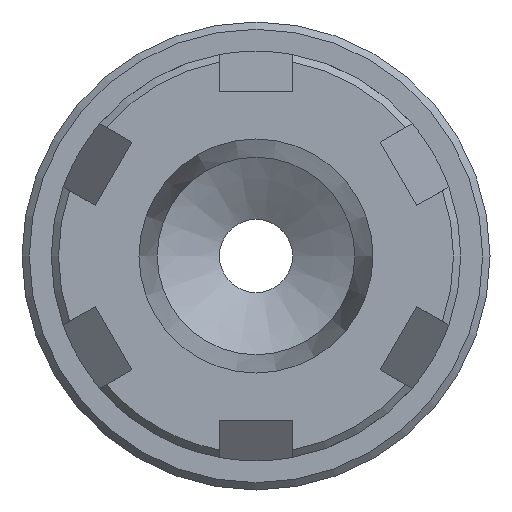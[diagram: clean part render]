
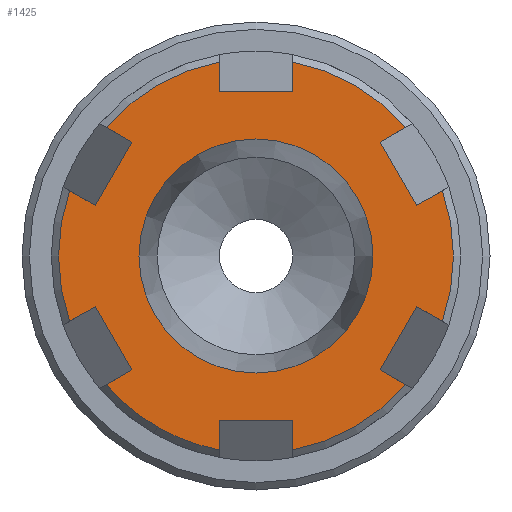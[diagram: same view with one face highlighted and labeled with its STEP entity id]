
A CAD part, front view. The second image highlights one B-rep face of the part: STEP entity #1425.
In plain terms, the highlighted face is planar.
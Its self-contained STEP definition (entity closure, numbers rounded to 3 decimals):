
#150=VECTOR('',#1862,1.);
#151=VECTOR('',#1864,1.);
#154=VECTOR('',#1872,1.);
#157=VECTOR('',#1878,1.);
#158=VECTOR('',#1880,1.);
#161=VECTOR('',#1888,1.);
#164=VECTOR('',#1894,1.);
#165=VECTOR('',#1896,1.);
#168=VECTOR('',#1904,1.);
#171=VECTOR('',#1910,1.);
#173=VECTOR('',#1915,1.);
#174=VECTOR('',#1917,1.);
#178=VECTOR('',#1926,1.);
#179=VECTOR('',#1928,1.);
#188=VECTOR('',#1986,1.);
#190=VECTOR('',#2014,1.);
#196=VECTOR('',#2045,1.);
#197=VECTOR('',#2046,1.);
#227=LINE('',#2271,#150);
#228=LINE('',#2273,#151);
#231=LINE('',#2283,#154);
#234=LINE('',#2292,#157);
#235=LINE('',#2294,#158);
#238=LINE('',#2304,#161);
#241=LINE('',#2313,#164);
#242=LINE('',#2315,#165);
#245=LINE('',#2325,#168);
#248=LINE('',#2334,#171);
#250=LINE('',#2340,#173);
#251=LINE('',#2342,#174);
#255=LINE('',#2355,#178);
#256=LINE('',#2357,#179);
#265=LINE('',#2410,#188);
#267=LINE('',#2431,#190);
#273=LINE('',#2459,#196);
#274=LINE('',#2461,#197);
#363=VERTEX_POINT('',#2266);
#365=VERTEX_POINT('',#2270);
#366=VERTEX_POINT('',#2274);
#367=VERTEX_POINT('',#2275);
#371=VERTEX_POINT('',#2287);
#373=VERTEX_POINT('',#2291);
#374=VERTEX_POINT('',#2295);
#375=VERTEX_POINT('',#2296);
#379=VERTEX_POINT('',#2308);
#381=VERTEX_POINT('',#2312);
#382=VERTEX_POINT('',#2316);
#383=VERTEX_POINT('',#2317);
#387=VERTEX_POINT('',#2329);
#389=VERTEX_POINT('',#2333);
#391=VERTEX_POINT('',#2339);
#392=VERTEX_POINT('',#2343);
#395=VERTEX_POINT('',#2350);
#397=VERTEX_POINT('',#2354);
#398=VERTEX_POINT('',#2358);
#399=VERTEX_POINT('',#2359);
#403=VERTEX_POINT('',#2368);
#413=VERTEX_POINT('',#2400);
#421=VERTEX_POINT('',#2432);
#422=VERTEX_POINT('',#2433);
#429=VERTEX_POINT('',#2452);
#430=VERTEX_POINT('',#2460);
#505=CIRCLE('',#1570,13.5);
#508=CIRCLE('',#1574,13.5);
#516=CIRCLE('',#1588,8.);
#520=CIRCLE('',#1596,13.5);
#522=CIRCLE('',#1599,13.5);
#533=CIRCLE('',#1616,13.5);
#534=CIRCLE('',#1619,13.5);
#640=EDGE_CURVE('',#363,#365,#227,.T.);
#641=EDGE_CURVE('',#366,#367,#228,.T.);
#646=EDGE_CURVE('',#367,#365,#231,.T.);
#650=EDGE_CURVE('',#371,#373,#234,.T.);
#651=EDGE_CURVE('',#374,#375,#235,.T.);
#656=EDGE_CURVE('',#375,#373,#238,.T.);
#660=EDGE_CURVE('',#379,#381,#241,.T.);
#661=EDGE_CURVE('',#382,#383,#242,.T.);
#666=EDGE_CURVE('',#383,#381,#245,.T.);
#670=EDGE_CURVE('',#387,#389,#248,.T.);
#673=EDGE_CURVE('',#391,#389,#250,.T.);
#674=EDGE_CURVE('',#392,#391,#251,.T.);
#680=EDGE_CURVE('',#395,#397,#255,.T.);
#681=EDGE_CURVE('',#398,#399,#256,.T.);
#686=EDGE_CURVE('',#392,#403,#505,.T.);
#689=EDGE_CURVE('',#398,#387,#508,.T.);
#704=EDGE_CURVE('',#413,#413,#516,.T.);
#709=EDGE_CURVE('',#399,#397,#265,.T.);
#711=EDGE_CURVE('',#382,#371,#520,.T.);
#713=EDGE_CURVE('',#374,#363,#522,.T.);
#721=EDGE_CURVE('',#421,#422,#267,.T.);
#734=EDGE_CURVE('',#366,#429,#533,.T.);
#736=EDGE_CURVE('',#421,#395,#534,.T.);
#737=EDGE_CURVE('',#403,#379,#505,.T.);
#738=EDGE_CURVE('',#429,#430,#273,.T.);
#739=EDGE_CURVE('',#422,#430,#274,.T.);
#1108=ORIENTED_EDGE('',*,*,#721,.F.);
#1109=ORIENTED_EDGE('',*,*,#736,.T.);
#1110=ORIENTED_EDGE('',*,*,#680,.T.);
#1111=ORIENTED_EDGE('',*,*,#709,.F.);
#1112=ORIENTED_EDGE('',*,*,#681,.F.);
#1113=ORIENTED_EDGE('',*,*,#689,.T.);
#1114=ORIENTED_EDGE('',*,*,#670,.T.);
#1115=ORIENTED_EDGE('',*,*,#673,.F.);
#1116=ORIENTED_EDGE('',*,*,#674,.F.);
#1117=ORIENTED_EDGE('',*,*,#686,.T.);
#1118=ORIENTED_EDGE('',*,*,#737,.T.);
#1119=ORIENTED_EDGE('',*,*,#660,.T.);
#1120=ORIENTED_EDGE('',*,*,#666,.F.);
#1121=ORIENTED_EDGE('',*,*,#661,.F.);
#1122=ORIENTED_EDGE('',*,*,#711,.T.);
#1123=ORIENTED_EDGE('',*,*,#650,.T.);
#1124=ORIENTED_EDGE('',*,*,#656,.F.);
#1125=ORIENTED_EDGE('',*,*,#651,.F.);
#1126=ORIENTED_EDGE('',*,*,#713,.T.);
#1127=ORIENTED_EDGE('',*,*,#640,.T.);
#1128=ORIENTED_EDGE('',*,*,#646,.F.);
#1129=ORIENTED_EDGE('',*,*,#641,.F.);
#1130=ORIENTED_EDGE('',*,*,#734,.T.);
#1131=ORIENTED_EDGE('',*,*,#738,.T.);
#1132=ORIENTED_EDGE('',*,*,#739,.F.);
#1133=ORIENTED_EDGE('',*,*,#704,.T.);
#1242=EDGE_LOOP('',(#1108,#1109,#1110,#1111,#1112,#1113,#1114,#1115,#1116,
#1117,#1118,#1119,#1120,#1121,#1122,#1123,#1124,#1125,#1126,#1127,#1128,
#1129,#1130,#1131,#1132));
#1243=EDGE_LOOP('',(#1133));
#1338=FACE_BOUND('',#1242,.T.);
#1339=FACE_BOUND('',#1243,.T.);
#1425=ADVANCED_FACE('',(#1338,#1339),#2498,.T.);
#1570=AXIS2_PLACEMENT_3D('',#2369,#1936,#1937);
#1574=AXIS2_PLACEMENT_3D('',#2373,#1944,#1945);
#1588=AXIS2_PLACEMENT_3D('',#2402,#1974,#1975);
#1596=AXIS2_PLACEMENT_3D('',#2413,#1991,#1992);
#1599=AXIS2_PLACEMENT_3D('',#2416,#1997,#1998);
#1616=AXIS2_PLACEMENT_3D('',#2453,#2035,#2036);
#1619=AXIS2_PLACEMENT_3D('',#2457,#2042,#2043);
#1620=AXIS2_PLACEMENT_3D('',#2458,#2044,$);
#1862=DIRECTION('',(0.866,0.5,0.));
#1864=DIRECTION('',(0.866,0.5,0.));
#1872=DIRECTION('',(0.5,-0.866,0.));
#1878=DIRECTION('',(0.,1.,0.));
#1880=DIRECTION('',(0.,1.,0.));
#1888=DIRECTION('',(1.,0.,0.));
#1894=DIRECTION('',(-0.866,0.5,0.));
#1896=DIRECTION('',(-0.866,0.5,0.));
#1904=DIRECTION('',(0.5,0.866,0.));
#1910=DIRECTION('',(-0.866,-0.5,0.));
#1915=DIRECTION('',(-0.5,0.866,0.));
#1917=DIRECTION('',(-0.866,-0.5,0.));
#1926=DIRECTION('',(0.,-1.,0.));
#1928=DIRECTION('',(0.,-1.,0.));
#1936=DIRECTION('',(0.,0.,-1.));
#1937=DIRECTION('',(-13.5,0.,0.));
#1944=DIRECTION('',(0.,0.,-1.));
#1945=DIRECTION('',(-13.5,0.,0.));
#1974=DIRECTION('',(0.,0.,1.));
#1975=DIRECTION('',(8.,0.,0.));
#1986=DIRECTION('',(-1.,0.,0.));
#1991=DIRECTION('',(0.,0.,-1.));
#1992=DIRECTION('',(-13.5,0.,0.));
#1997=DIRECTION('',(0.,0.,-1.));
#1998=DIRECTION('',(-13.5,0.,0.));
#2014=DIRECTION('',(0.866,-0.5,0.));
#2035=DIRECTION('',(0.,0.,-1.));
#2036=DIRECTION('',(-13.5,0.,0.));
#2042=DIRECTION('',(0.,0.,-1.));
#2043=DIRECTION('',(-13.5,0.,0.));
#2044=DIRECTION('',(0.,0.,-1.));
#2045=DIRECTION('',(0.866,-0.5,0.));
#2046=DIRECTION('',(-0.5,-0.866,0.));
#2266=CARTESIAN_POINT('',(-10.239,-8.798,0.));
#2270=CARTESIAN_POINT('',(-8.493,-7.79,0.));
#2271=CARTESIAN_POINT('',(-10.239,-8.798,0.));
#2273=CARTESIAN_POINT('',(-12.739,-4.468,0.));
#2274=CARTESIAN_POINT('',(-12.739,-4.468,0.));
#2275=CARTESIAN_POINT('',(-10.993,-3.46,0.));
#2283=CARTESIAN_POINT('',(-10.993,-3.46,0.));
#2287=CARTESIAN_POINT('',(2.5,-13.266,0.));
#2291=CARTESIAN_POINT('',(2.5,-11.25,0.));
#2292=CARTESIAN_POINT('',(2.5,-13.266,0.));
#2294=CARTESIAN_POINT('',(-2.5,-13.266,0.));
#2295=CARTESIAN_POINT('',(-2.5,-13.266,0.));
#2296=CARTESIAN_POINT('',(-2.5,-11.25,0.));
#2304=CARTESIAN_POINT('',(-2.5,-11.25,0.));
#2308=CARTESIAN_POINT('',(12.739,-4.468,0.));
#2312=CARTESIAN_POINT('',(10.993,-3.46,0.));
#2313=CARTESIAN_POINT('',(12.739,-4.468,0.));
#2315=CARTESIAN_POINT('',(10.239,-8.798,0.));
#2316=CARTESIAN_POINT('',(10.239,-8.798,0.));
#2317=CARTESIAN_POINT('',(8.493,-7.79,0.));
#2325=CARTESIAN_POINT('',(8.493,-7.79,0.));
#2329=CARTESIAN_POINT('',(10.239,8.798,0.));
#2333=CARTESIAN_POINT('',(8.493,7.79,0.));
#2334=CARTESIAN_POINT('',(10.239,8.798,0.));
#2339=CARTESIAN_POINT('',(10.993,3.46,0.));
#2340=CARTESIAN_POINT('',(10.993,3.46,0.));
#2342=CARTESIAN_POINT('',(12.739,4.468,0.));
#2343=CARTESIAN_POINT('',(12.739,4.468,0.));
#2350=CARTESIAN_POINT('',(-2.5,13.266,0.));
#2354=CARTESIAN_POINT('',(-2.5,11.25,0.));
#2355=CARTESIAN_POINT('',(-2.5,13.266,0.));
#2357=CARTESIAN_POINT('',(2.5,13.266,0.));
#2358=CARTESIAN_POINT('',(2.5,13.266,0.));
#2359=CARTESIAN_POINT('',(2.5,11.25,0.));
#2368=CARTESIAN_POINT('',(13.5,0.,0.));
#2369=CARTESIAN_POINT('',(0.,0.,0.));
#2373=CARTESIAN_POINT('',(0.,0.,0.));
#2400=CARTESIAN_POINT('',(8.,0.,0.));
#2402=CARTESIAN_POINT('',(0.,0.,0.));
#2410=CARTESIAN_POINT('',(2.5,11.25,0.));
#2413=CARTESIAN_POINT('',(0.,0.,0.));
#2416=CARTESIAN_POINT('',(0.,0.,0.));
#2431=CARTESIAN_POINT('',(-10.239,8.798,0.));
#2432=CARTESIAN_POINT('',(-10.239,8.798,0.));
#2433=CARTESIAN_POINT('',(-8.493,7.79,0.));
#2452=CARTESIAN_POINT('',(-12.739,4.468,0.));
#2453=CARTESIAN_POINT('',(0.,0.,0.));
#2457=CARTESIAN_POINT('',(0.,0.,0.));
#2458=CARTESIAN_POINT('',(14.,0.,0.));
#2459=CARTESIAN_POINT('',(-12.739,4.468,0.));
#2460=CARTESIAN_POINT('',(-10.993,3.46,0.));
#2461=CARTESIAN_POINT('',(-8.493,7.79,0.));
#2498=PLANE('',#1620);
